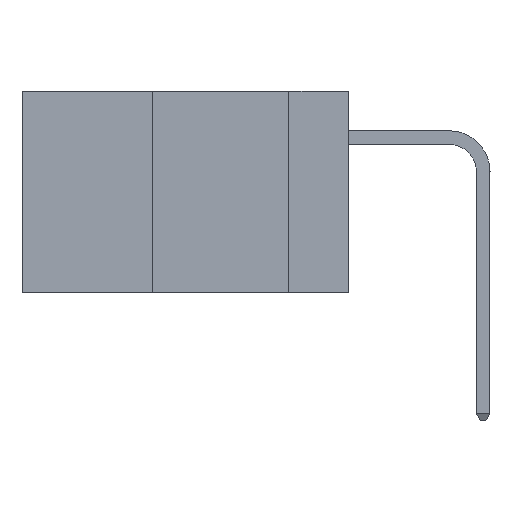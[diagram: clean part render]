
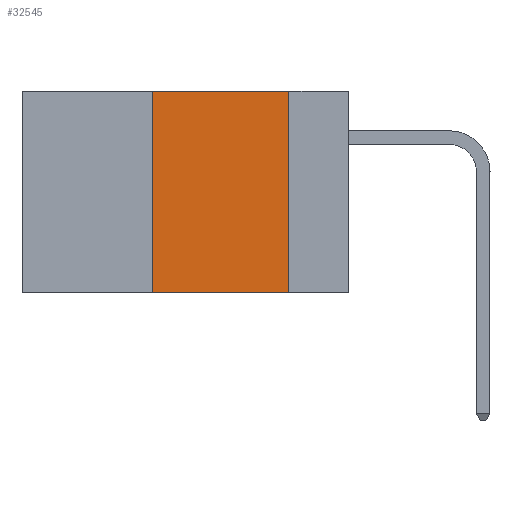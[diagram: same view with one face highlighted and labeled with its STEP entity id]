
A CAD part, left-side view. The second image highlights one B-rep face of the part: STEP entity #32545.
In plain terms, the highlighted planar face has unit normal (-1, 0, 0).
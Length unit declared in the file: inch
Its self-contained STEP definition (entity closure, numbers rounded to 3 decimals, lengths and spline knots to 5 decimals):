
#604 = CARTESIAN_POINT ( 'NONE',  ( 0., 0.11, 0. ) ) ;
#1437 = VERTEX_POINT ( 'NONE', #1467 ) ;
#1467 = CARTESIAN_POINT ( 'NONE',  ( 0., 0.11, -0.37 ) ) ;
#2142 = VECTOR ( 'NONE', #20259, 39.37008 ) ;
#3616 = CARTESIAN_POINT ( 'NONE',  ( 0., 0.36, 0. ) ) ;
#3634 = EDGE_LOOP ( 'NONE', ( #14387, #28730, #23608, #18805 ) ) ;
#5750 = VECTOR ( 'NONE', #20927, 39.37008 ) ;
#7119 = DIRECTION ( 'NONE',  ( 0., -1., 0. ) ) ;
#10774 = EDGE_CURVE ( 'NONE', #13176, #1437, #22035, .T. ) ;
#11568 = DIRECTION ( 'NONE',  ( 1., 0., 0. ) ) ;
#12600 = EDGE_CURVE ( 'NONE', #39388, #1437, #15198, .T. ) ;
#13176 = VERTEX_POINT ( 'NONE', #604 ) ;
#14387 = ORIENTED_EDGE ( 'NONE', *, *, #10774, .F. ) ;
#15198 = LINE ( 'NONE', #28517, #38529 ) ;
#16749 = AXIS2_PLACEMENT_3D ( 'NONE', #38854, #11568, #32888 ) ;
#17331 = EDGE_CURVE ( 'NONE', #36104, #13176, #18516, .T. ) ;
#18516 = LINE ( 'NONE', #29341, #2142 ) ;
#18805 = ORIENTED_EDGE ( 'NONE', *, *, #12600, .T. ) ;
#20259 = DIRECTION ( 'NONE',  ( 0., -1., 0. ) ) ;
#20927 = DIRECTION ( 'NONE',  ( 0., 0., -1. ) ) ;
#21483 = VECTOR ( 'NONE', #31912, 39.37008 ) ;
#22035 = LINE ( 'NONE', #35975, #5750 ) ;
#23608 = ORIENTED_EDGE ( 'NONE', *, *, #31228, .F. ) ;
#26590 = FACE_OUTER_BOUND ( 'NONE', #3634, .T. ) ;
#26749 = PLANE ( 'NONE',  #16749 ) ;
#28517 = CARTESIAN_POINT ( 'NONE',  ( 0., 0.6, -0.37 ) ) ;
#28730 = ORIENTED_EDGE ( 'NONE', *, *, #17331, .F. ) ;
#29341 = CARTESIAN_POINT ( 'NONE',  ( 0., 0.6, 0. ) ) ;
#31228 = EDGE_CURVE ( 'NONE', #39388, #36104, #38620, .T. ) ;
#31912 = DIRECTION ( 'NONE',  ( 0., 0., 1. ) ) ;
#32545 = ADVANCED_FACE ( 'NONE', ( #26590 ), #26749, .F. ) ;
#32888 = DIRECTION ( 'NONE',  ( 0., 0., -1. ) ) ;
#35099 = CARTESIAN_POINT ( 'NONE',  ( 0., 0.36, 0. ) ) ;
#35975 = CARTESIAN_POINT ( 'NONE',  ( 0., 0.11, 0. ) ) ;
#36104 = VERTEX_POINT ( 'NONE', #3616 ) ;
#36846 = CARTESIAN_POINT ( 'NONE',  ( 0., 0.36, -0.37 ) ) ;
#38529 = VECTOR ( 'NONE', #7119, 39.37008 ) ;
#38620 = LINE ( 'NONE', #35099, #21483 ) ;
#38854 = CARTESIAN_POINT ( 'NONE',  ( 0., 0.6, 0. ) ) ;
#39388 = VERTEX_POINT ( 'NONE', #36846 ) ;
